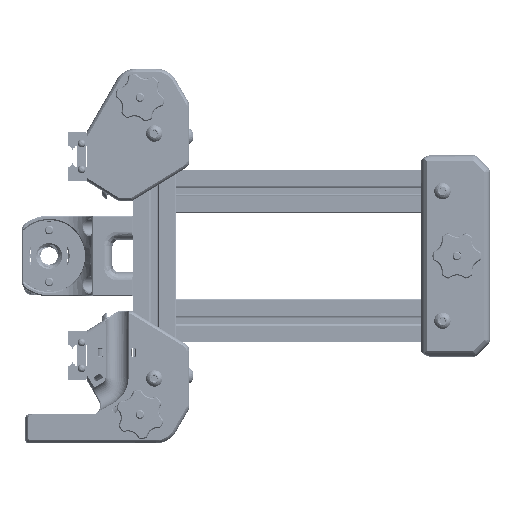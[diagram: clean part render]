
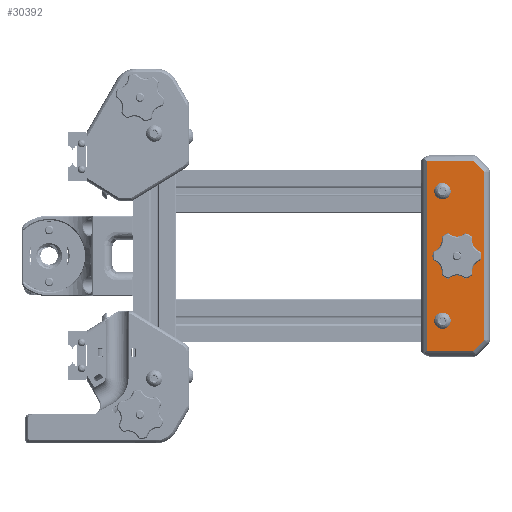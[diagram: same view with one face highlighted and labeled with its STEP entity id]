
A CAD part, front view. The second image highlights one B-rep face of the part: STEP entity #30392.
In plain terms, the highlighted planar face has unit normal (0, -1, 0).
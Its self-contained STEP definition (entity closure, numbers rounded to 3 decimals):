
#613=FACE_BOUND('',#5961,.T.);
#614=FACE_BOUND('',#5962,.T.);
#615=FACE_BOUND('',#5963,.T.);
#1549=PLANE('',#32450);
#2203=CIRCLE('',#32442,2.2);
#2205=CIRCLE('',#32446,2.2);
#2206=CIRCLE('',#32451,2.1);
#2207=CIRCLE('',#32452,2.1);
#4118=FACE_OUTER_BOUND('',#5960,.T.);
#5960=EDGE_LOOP('',(#20953,#20954,#20955,#20956,#20957,#20958));
#5961=EDGE_LOOP('',(#20959));
#5962=EDGE_LOOP('',(#20960));
#5963=EDGE_LOOP('',(#20961,#20962,#20963,#20964));
#7948=LINE('',#45402,#10344);
#7951=LINE('',#45409,#10347);
#7953=LINE('',#45416,#10349);
#7954=LINE('',#45418,#10350);
#7955=LINE('',#45420,#10351);
#7956=LINE('',#45422,#10352);
#7957=LINE('',#45424,#10353);
#7958=LINE('',#45425,#10354);
#10344=VECTOR('',#35833,10.);
#10347=VECTOR('',#35842,10.);
#10349=VECTOR('',#35850,1000.);
#10350=VECTOR('',#35851,1000.);
#10351=VECTOR('',#35852,1000.);
#10352=VECTOR('',#35853,1000.);
#10353=VECTOR('',#35854,1000.);
#10354=VECTOR('',#35855,1000.);
#13206=VERTEX_POINT('',#45393);
#13207=VERTEX_POINT('',#45395);
#13208=VERTEX_POINT('',#45400);
#13209=VERTEX_POINT('',#45405);
#13210=VERTEX_POINT('',#45414);
#13211=VERTEX_POINT('',#45415);
#13212=VERTEX_POINT('',#45417);
#13213=VERTEX_POINT('',#45419);
#13214=VERTEX_POINT('',#45421);
#13215=VERTEX_POINT('',#45423);
#13216=VERTEX_POINT('',#45426);
#13217=VERTEX_POINT('',#45428);
#16177=EDGE_CURVE('',#13206,#13207,#2203,.T.);
#16181=EDGE_CURVE('',#13208,#13206,#7948,.T.);
#16184=EDGE_CURVE('',#13209,#13208,#2205,.T.);
#16185=EDGE_CURVE('',#13207,#13209,#7951,.T.);
#16187=EDGE_CURVE('',#13210,#13211,#7953,.T.);
#16188=EDGE_CURVE('',#13211,#13212,#7954,.T.);
#16189=EDGE_CURVE('',#13212,#13213,#7955,.T.);
#16190=EDGE_CURVE('',#13213,#13214,#7956,.T.);
#16191=EDGE_CURVE('',#13214,#13215,#7957,.T.);
#16192=EDGE_CURVE('',#13215,#13210,#7958,.T.);
#16193=EDGE_CURVE('',#13216,#13216,#2206,.T.);
#16194=EDGE_CURVE('',#13217,#13217,#2207,.T.);
#20953=ORIENTED_EDGE('',*,*,#16187,.T.);
#20954=ORIENTED_EDGE('',*,*,#16188,.T.);
#20955=ORIENTED_EDGE('',*,*,#16189,.T.);
#20956=ORIENTED_EDGE('',*,*,#16190,.T.);
#20957=ORIENTED_EDGE('',*,*,#16191,.T.);
#20958=ORIENTED_EDGE('',*,*,#16192,.T.);
#20959=ORIENTED_EDGE('',*,*,#16193,.T.);
#20960=ORIENTED_EDGE('',*,*,#16194,.T.);
#20961=ORIENTED_EDGE('',*,*,#16177,.F.);
#20962=ORIENTED_EDGE('',*,*,#16181,.F.);
#20963=ORIENTED_EDGE('',*,*,#16184,.F.);
#20964=ORIENTED_EDGE('',*,*,#16185,.F.);
#30392=ADVANCED_FACE('',(#4118,#613,#614,#615),#1549,.T.);
#32442=AXIS2_PLACEMENT_3D('',#45396,#35825,#35826);
#32446=AXIS2_PLACEMENT_3D('',#45407,#35838,#35839);
#32450=AXIS2_PLACEMENT_3D('',#45413,#35848,#35849);
#32451=AXIS2_PLACEMENT_3D('',#45427,#35856,#35857);
#32452=AXIS2_PLACEMENT_3D('',#45429,#35858,#35859);
#35825=DIRECTION('center_axis',(0.,-1.,0.));
#35826=DIRECTION('ref_axis',(-1.,0.,0.));
#35833=DIRECTION('',(-1.,0.,0.));
#35838=DIRECTION('center_axis',(0.,-1.,0.));
#35839=DIRECTION('ref_axis',(1.,0.,0.));
#35842=DIRECTION('',(1.,0.,0.));
#35848=DIRECTION('center_axis',(0.,-1.,0.));
#35849=DIRECTION('ref_axis',(0.,0.,-1.));
#35850=DIRECTION('',(-0.707,0.,0.707));
#35851=DIRECTION('',(-1.,0.,0.));
#35852=DIRECTION('',(0.,0.,-1.));
#35853=DIRECTION('',(1.,0.,0.));
#35854=DIRECTION('',(0.707,0.,0.707));
#35855=DIRECTION('',(0.,0.,1.));
#35856=DIRECTION('center_axis',(0.,1.,0.));
#35857=DIRECTION('ref_axis',(0.,0.,-1.));
#35858=DIRECTION('center_axis',(0.,1.,0.));
#35859=DIRECTION('ref_axis',(0.,0.,-1.));
#45393=CARTESIAN_POINT('',(1.45,-9.,2.2));
#45395=CARTESIAN_POINT('',(1.45,-9.,-2.2));
#45396=CARTESIAN_POINT('Origin',(1.45,-9.,0.));
#45400=CARTESIAN_POINT('',(5.95,-9.,2.2));
#45402=CARTESIAN_POINT('',(-1.775,-9.,2.2));
#45405=CARTESIAN_POINT('',(5.95,-9.,-2.2));
#45407=CARTESIAN_POINT('Origin',(5.95,-9.,0.));
#45409=CARTESIAN_POINT('',(0.475,-9.,-2.2));
#45413=CARTESIAN_POINT('Origin',(-5.,-9.,35.));
#45414=CARTESIAN_POINT('',(12.,-9.,29.172));
#45415=CARTESIAN_POINT('',(8.172,-9.,33.));
#45416=CARTESIAN_POINT('',(-1.414,-9.,42.586));
#45417=CARTESIAN_POINT('',(-8.,-9.,33.));
#45418=CARTESIAN_POINT('',(-5.,-9.,33.));
#45419=CARTESIAN_POINT('',(-8.,-9.,-33.));
#45420=CARTESIAN_POINT('',(-8.,-9.,-35.));
#45421=CARTESIAN_POINT('',(8.172,-9.,-33.));
#45422=CARTESIAN_POINT('',(-5.,-9.,-33.));
#45423=CARTESIAN_POINT('',(12.,-9.,-29.172));
#45424=CARTESIAN_POINT('',(33.586,-9.,-7.586));
#45425=CARTESIAN_POINT('',(12.,-9.,35.));
#45426=CARTESIAN_POINT('',(-2.5,-9.,-20.4));
#45427=CARTESIAN_POINT('Origin',(-2.5,-9.,-22.5));
#45428=CARTESIAN_POINT('',(-2.5,-9.,24.6));
#45429=CARTESIAN_POINT('Origin',(-2.5,-9.,22.5));
